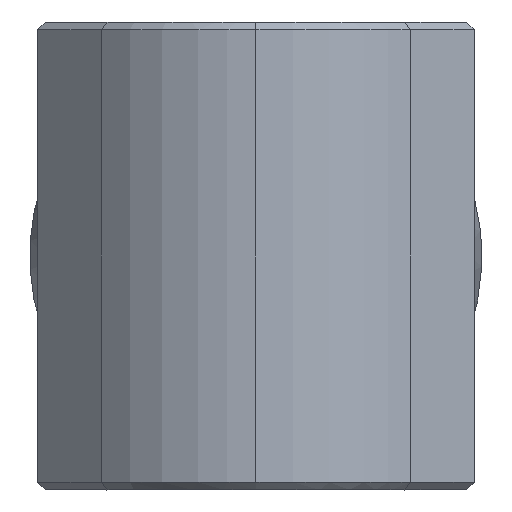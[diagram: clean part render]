
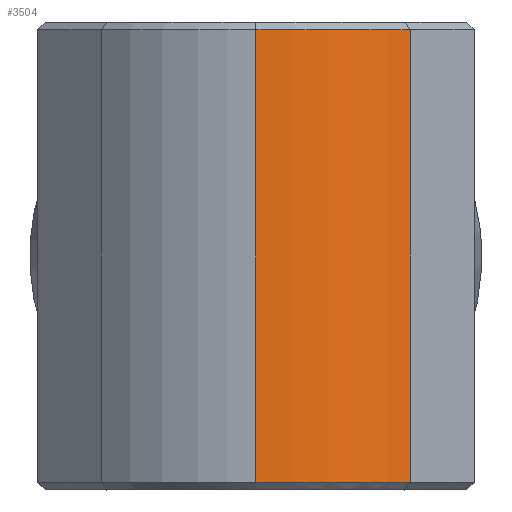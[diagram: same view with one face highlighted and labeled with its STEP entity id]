
A CAD part, left-side view. The second image highlights one B-rep face of the part: STEP entity #3504.
In plain terms, the highlighted free-form (B-spline) face has degree [1, 3] with [2, 4] control points.
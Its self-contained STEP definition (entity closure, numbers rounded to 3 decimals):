
#13 = FACE_OUTER_BOUND ( 'NONE', #3945, .T. ) ;
#73 = ORIENTED_EDGE ( 'NONE', *, *, #4241, .F. ) ;
#157 = VERTEX_POINT ( 'NONE', #304 ) ;
#304 = CARTESIAN_POINT ( 'NONE',  ( -31.156, 9.037, -2.661 ) ) ;
#366 = ORIENTED_EDGE ( 'NONE', *, *, #2596, .T. ) ;
#378 = B_SPLINE_CURVE_WITH_KNOTS ( 'NONE', 1,
 ( #1668, #2371 ),
 .UNSPECIFIED., .F., .F.,
 ( 2, 2 ),
 ( 0., 1. ),
 .UNSPECIFIED. ) ;
#470 = CARTESIAN_POINT ( 'NONE',  ( -31.156, 9.037, 11.839 ) ) ;
#545 = CARTESIAN_POINT ( 'NONE',  ( -33.206, 13.987, -2.661 ) ) ;
#698 = CARTESIAN_POINT ( 'NONE',  ( -33.206, 13.987, -2.661 ) ) ;
#926 = CARTESIAN_POINT ( 'NONE',  ( -33.206, 12.106, -2.661 ) ) ;
#1047 = CARTESIAN_POINT ( 'NONE',  ( -31.156, 9.037, -2.661 ) ) ;
#1632 =( BOUNDED_CURVE ( )  B_SPLINE_CURVE ( 3, ( #545, #926, #4084, #1939 ),
 .UNSPECIFIED., .F., .F. ) 
 B_SPLINE_CURVE_WITH_KNOTS ( ( 4, 4 ),
 ( -3.927, -3.142 ),
 .UNSPECIFIED. ) 
 CURVE ( )  GEOMETRIC_REPRESENTATION_ITEM ( )  RATIONAL_B_SPLINE_CURVE ( ( 1., 0.949, 0.949, 1. ) ) 
 REPRESENTATION_ITEM ( '' )  );
#1668 = CARTESIAN_POINT ( 'NONE',  ( -31.156, 9.037, 11.839 ) ) ;
#1741 = CARTESIAN_POINT ( 'NONE',  ( -33.206, 12.106, 11.839 ) ) ;
#1831 = CARTESIAN_POINT ( 'NONE',  ( -33.206, 13.987, 11.839 ) ) ;
#1853 = EDGE_CURVE ( 'NONE', #3056, #4476, #1858, .T. ) ;
#1858 =( BOUNDED_CURVE ( )  B_SPLINE_CURVE ( 3, ( #1831, #4632, #3866, #2554 ),
 .UNSPECIFIED., .F., .F. ) 
 B_SPLINE_CURVE_WITH_KNOTS ( ( 4, 4 ),
 ( -3.927, -3.142 ),
 .UNSPECIFIED. ) 
 CURVE ( )  GEOMETRIC_REPRESENTATION_ITEM ( )  RATIONAL_B_SPLINE_CURVE ( ( 1., 0.949, 0.949, 1. ) ) 
 REPRESENTATION_ITEM ( '' )  );
#1939 = CARTESIAN_POINT ( 'NONE',  ( -31.156, 9.037, -2.661 ) ) ;
#2018 = CARTESIAN_POINT ( 'NONE',  ( -33.206, 13.987, 11.839 ) ) ;
#2110 = CARTESIAN_POINT ( 'NONE',  ( -31.156, 9.037, 11.839 ) ) ;
#2135 = ORIENTED_EDGE ( 'NONE', *, *, #1853, .F. ) ;
#2371 = CARTESIAN_POINT ( 'NONE',  ( -31.156, 9.037, -2.661 ) ) ;
#2457 = ORIENTED_EDGE ( 'NONE', *, *, #3355, .F. ) ;
#2465 = CARTESIAN_POINT ( 'NONE',  ( -32.486, 10.368, 11.839 ) ) ;
#2554 = CARTESIAN_POINT ( 'NONE',  ( -31.156, 9.037, 11.839 ) ) ;
#2596 = EDGE_CURVE ( 'NONE', #3378, #157, #1632, .T. ) ;
#2834 = CARTESIAN_POINT ( 'NONE',  ( -32.486, 10.368, -2.661 ) ) ;
#3056 = VERTEX_POINT ( 'NONE', #2018 ) ;
#3203 =( BOUNDED_SURFACE ( )  B_SPLINE_SURFACE ( 1, 3, ( 
 ( #2110, #2465, #1741, #3892 ),
 ( #1047, #2834, #4252, #3567 ) ),
 .UNSPECIFIED., .F., .F., .F. ) 
 B_SPLINE_SURFACE_WITH_KNOTS ( ( 2, 2 ),
 ( 4, 4 ),
 ( 0., 1. ),
 ( 0., 1. ),
 .UNSPECIFIED. ) 
 GEOMETRIC_REPRESENTATION_ITEM ( )  RATIONAL_B_SPLINE_SURFACE ( (
 ( 1., 0.949, 0.949, 1.),
 ( 1., 0.949, 0.949, 1.) ) ) 
 REPRESENTATION_ITEM ( '' )  SURFACE ( )  );
#3355 = EDGE_CURVE ( 'NONE', #4476, #157, #378, .T. ) ;
#3378 = VERTEX_POINT ( 'NONE', #3502 ) ;
#3502 = CARTESIAN_POINT ( 'NONE',  ( -33.206, 13.987, -2.661 ) ) ;
#3504 = ADVANCED_FACE ( 'NONE', ( #13 ), #3203, .F. ) ;
#3567 = CARTESIAN_POINT ( 'NONE',  ( -33.206, 13.987, -2.661 ) ) ;
#3866 = CARTESIAN_POINT ( 'NONE',  ( -32.486, 10.368, 11.839 ) ) ;
#3892 = CARTESIAN_POINT ( 'NONE',  ( -33.206, 13.987, 11.839 ) ) ;
#3945 = EDGE_LOOP ( 'NONE', ( #73, #366, #2457, #2135 ) ) ;
#3961 = B_SPLINE_CURVE_WITH_KNOTS ( 'NONE', 1,
 ( #698, #3963 ),
 .UNSPECIFIED., .F., .F.,
 ( 2, 2 ),
 ( -1., 0. ),
 .UNSPECIFIED. ) ;
#3963 = CARTESIAN_POINT ( 'NONE',  ( -33.206, 13.987, 11.839 ) ) ;
#4084 = CARTESIAN_POINT ( 'NONE',  ( -32.486, 10.368, -2.661 ) ) ;
#4241 = EDGE_CURVE ( 'NONE', #3378, #3056, #3961, .T. ) ;
#4252 = CARTESIAN_POINT ( 'NONE',  ( -33.206, 12.106, -2.661 ) ) ;
#4476 = VERTEX_POINT ( 'NONE', #470 ) ;
#4632 = CARTESIAN_POINT ( 'NONE',  ( -33.206, 12.106, 11.839 ) ) ;
